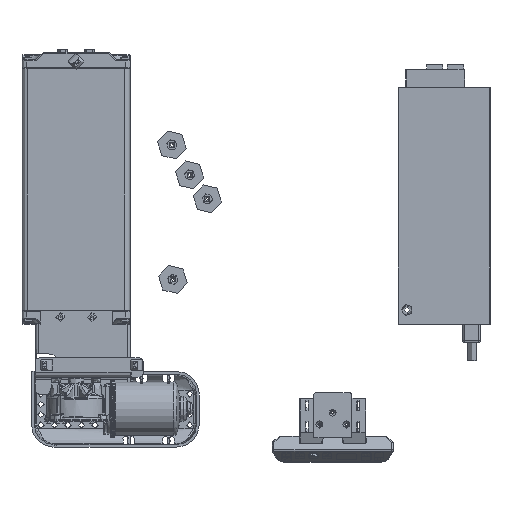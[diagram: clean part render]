
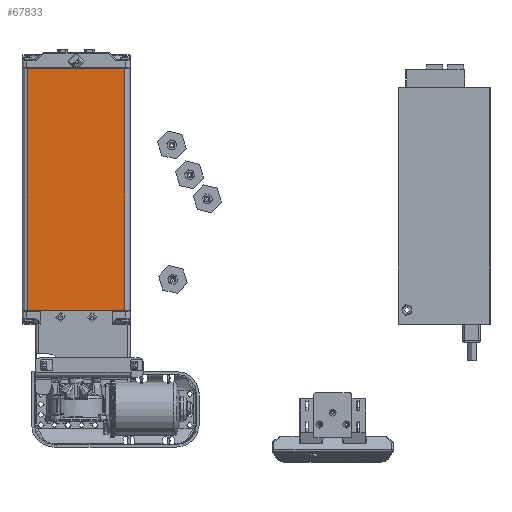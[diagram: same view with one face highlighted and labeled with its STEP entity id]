
A CAD part, top view. The second image highlights one B-rep face of the part: STEP entity #67833.
In plain terms, the highlighted planar face has unit normal (0, 0, 1).
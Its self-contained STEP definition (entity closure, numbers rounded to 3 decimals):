
#7641=PLANE('',#72777);
#8742=FACE_OUTER_BOUND('',#12896,.T.);
#12896=EDGE_LOOP('',(#46023,#46024,#46025,#46026));
#17459=LINE('',#99168,#21617);
#17460=LINE('',#99170,#21618);
#17461=LINE('',#99172,#21619);
#17462=LINE('',#99173,#21620);
#21617=VECTOR('',#80232,267.5);
#21618=VECTOR('',#80233,108.);
#21619=VECTOR('',#80234,267.5);
#21620=VECTOR('',#80235,108.);
#29352=VERTEX_POINT('',#99166);
#29353=VERTEX_POINT('',#99167);
#29354=VERTEX_POINT('',#99169);
#29355=VERTEX_POINT('',#99171);
#35715=EDGE_CURVE('',#29352,#29353,#17459,.F.);
#35716=EDGE_CURVE('',#29353,#29354,#17460,.T.);
#35717=EDGE_CURVE('',#29354,#29355,#17461,.T.);
#35718=EDGE_CURVE('',#29355,#29352,#17462,.F.);
#46023=ORIENTED_EDGE('',*,*,#35715,.T.);
#46024=ORIENTED_EDGE('',*,*,#35716,.T.);
#46025=ORIENTED_EDGE('',*,*,#35717,.T.);
#46026=ORIENTED_EDGE('',*,*,#35718,.T.);
#67833=ADVANCED_FACE('',(#8742),#7641,.T.);
#72777=AXIS2_PLACEMENT_3D('',#99165,#80230,#80231);
#80230=DIRECTION('center_axis',(0.,0.,1.));
#80231=DIRECTION('ref_axis',(1.,0.,0.));
#80232=DIRECTION('',(0.,-1.,0.));
#80233=DIRECTION('',(-1.,0.,0.));
#80234=DIRECTION('',(0.,-1.,0.));
#80235=DIRECTION('',(-1.,0.,0.));
#99165=CARTESIAN_POINT('Origin',(60.,268.5,30.));
#99166=CARTESIAN_POINT('',(54.,0.5,30.));
#99167=CARTESIAN_POINT('',(54.,268.,30.));
#99168=CARTESIAN_POINT('',(54.,268.,30.));
#99169=CARTESIAN_POINT('',(-54.,268.,30.));
#99170=CARTESIAN_POINT('',(54.,268.,30.));
#99171=CARTESIAN_POINT('',(-54.,0.5,30.));
#99172=CARTESIAN_POINT('',(-54.,268.,30.));
#99173=CARTESIAN_POINT('',(54.,0.5,30.));
